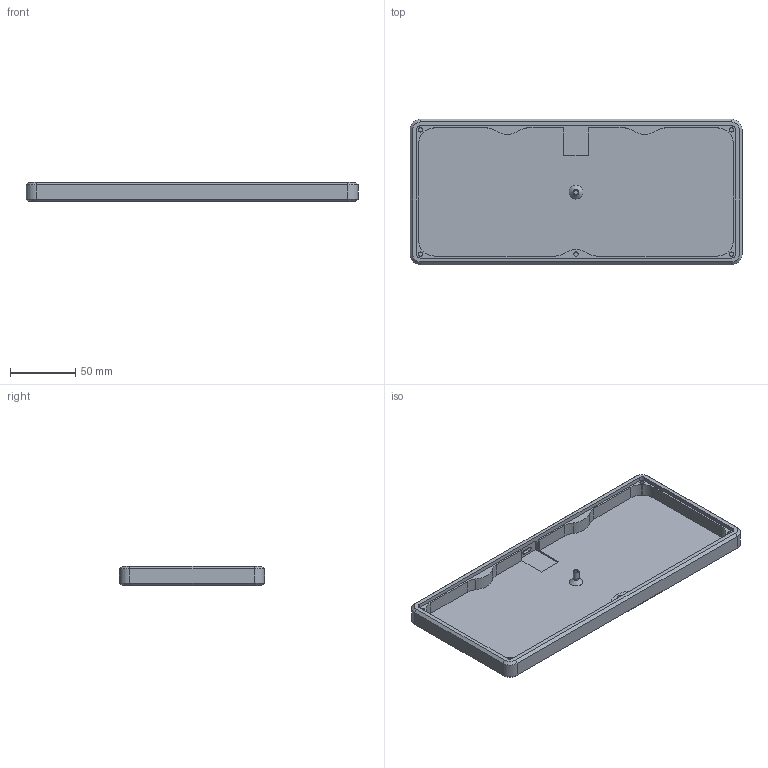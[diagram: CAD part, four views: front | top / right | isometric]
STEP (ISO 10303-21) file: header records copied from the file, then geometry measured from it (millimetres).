
FILE_DESCRIPTION(/* description */ ('','CAx-IF Rec.Pracs.---Representation and Presentation of Product Manufacturing Information (PMI)---4.0---2014-10-13'),/* implementation_level */ '2;1');
FILE_NAME(/* name */ 'Swag44Case.step',/* time_stamp */ '2025-02-24T20:59:23+01:00',/* author */ (''),/* organization */ (''),/* preprocessor_version */ 'ST-DEVELOPER v20',/* originating_system */ 'Autodesk Translation Framework v13.20.0.188',/* authorisation */ '');
FILE_SCHEMA (('AP242_MANAGED_MODEL_BASED_3D_ENGINEERING_MIM_LF { 1 0 10303 442 1 1 4 }'));
Length unit declared in the file: millimetre
Products named in the file (1): swagBoard
Bounding box: 253.55 x 110.91 x 15 mm (x, y, z)
Volume: 111367.8 mm3; surface area: 74605.5 mm2
Topology: 1 solids, 1 shells, 92 faces, 229 edges, 147 vertices
Faces by surface type: plane 43, cylinder 40, cone 9
Full cylindrical faces by diameter (mm): 3.3 x6, 4.5 x1
Entity records: 2772 total; most frequent: DIRECTION 504, CARTESIAN_POINT 469, ORIENTED_EDGE 458, EDGE_CURVE 229, AXIS2_PLACEMENT_3D 182, VERTEX_POINT 147, LINE 140, VECTOR 140
